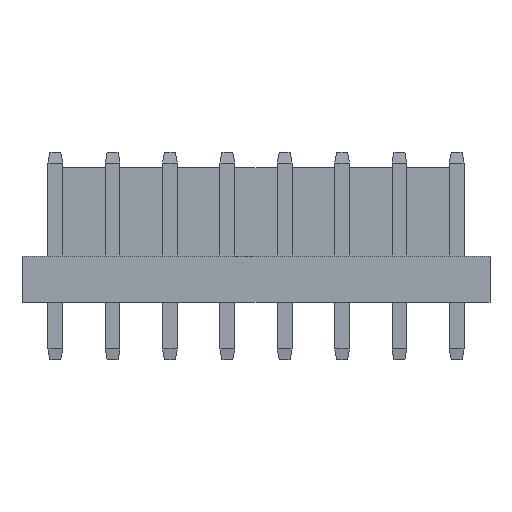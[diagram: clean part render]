
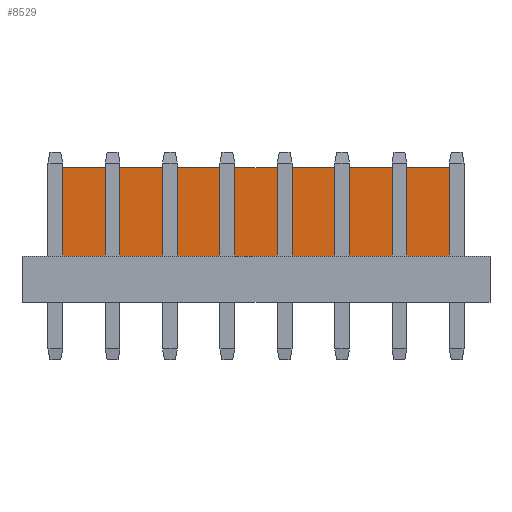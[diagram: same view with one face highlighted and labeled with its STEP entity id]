
A CAD part, front view. The second image highlights one B-rep face of the part: STEP entity #8529.
In plain terms, the highlighted planar face has unit normal (0, -1, 0).
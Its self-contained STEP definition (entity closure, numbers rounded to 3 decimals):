
#1222=ORIENTED_EDGE('',*,*,#2481,.T.);
#1223=ORIENTED_EDGE('',*,*,#2225,.T.);
#1224=ORIENTED_EDGE('',*,*,#2482,.T.);
#1225=ORIENTED_EDGE('',*,*,#2478,.F.);
#2225=EDGE_CURVE('',#2888,#2885,#3614,.T.);
#2478=EDGE_CURVE('',#3157,#3158,#3867,.T.);
#2481=EDGE_CURVE('',#3157,#2888,#3870,.T.);
#2482=EDGE_CURVE('',#2885,#3158,#3871,.T.);
#2885=VERTEX_POINT('',#10312);
#2888=VERTEX_POINT('',#10319);
#3157=VERTEX_POINT('',#11215);
#3158=VERTEX_POINT('',#11216);
#3614=LINE('',#10691,#4193);
#3867=LINE('',#11214,#4446);
#3870=LINE('',#11220,#4449);
#3871=LINE('',#11221,#4450);
#4193=VECTOR('',#9354,1000.);
#4446=VECTOR('',#9891,1000.);
#4449=VECTOR('',#9896,1000.);
#4450=VECTOR('',#9897,1000.);
#4802=EDGE_LOOP('',(#1222,#1223,#1224,#1225));
#5213=FACE_BOUND('',#4802,.T.);
#5600=PLANE('',#8925);
#8529=ADVANCED_FACE('',(#5213),#5600,.T.);
#8925=AXIS2_PLACEMENT_3D('',#11219,#9894,#9895);
#9354=DIRECTION('',(1.,0.,0.));
#9891=DIRECTION('',(1.,0.,0.));
#9894=DIRECTION('',(0.,-1.,0.));
#9895=DIRECTION('',(0.,0.,-1.));
#9896=DIRECTION('',(0.,0.,-1.));
#9897=DIRECTION('',(0.,0.,1.));
#10312=CARTESIAN_POINT('',(14.368,2.032,3.2));
#10319=CARTESIAN_POINT('',(-14.368,2.032,3.2));
#10691=CARTESIAN_POINT('',(-16.158,2.032,3.2));
#11214=CARTESIAN_POINT('',(-14.368,2.032,9.294));
#11215=CARTESIAN_POINT('',(-14.368,2.032,9.294));
#11216=CARTESIAN_POINT('',(14.368,2.032,9.294));
#11219=CARTESIAN_POINT('',(-14.368,2.032,9.294));
#11220=CARTESIAN_POINT('',(-14.368,2.032,9.294));
#11221=CARTESIAN_POINT('',(14.368,2.032,-0.003));
